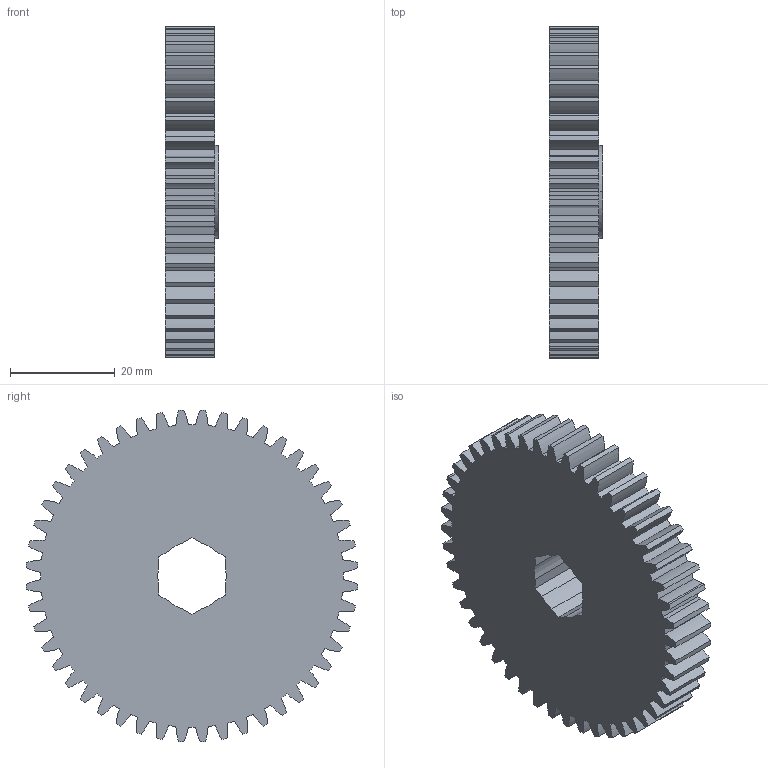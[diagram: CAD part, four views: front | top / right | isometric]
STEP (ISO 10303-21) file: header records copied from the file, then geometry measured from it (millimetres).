
FILE_DESCRIPTION (( 'STEP AP214' ), '1' );
FILE_NAME ('am-2036 48 Tooth Aluminum Gear with 500 Hex Bore.STEP', '2014-08-21T20:12:36', ( '' ), ( '' ), 'SwSTEP 2.0', 'SolidWorks 2014', '' );
FILE_SCHEMA (( 'AUTOMOTIVE_DESIGN' ));
Length unit declared in the file: inch
Products named in the file (1): am-2036 48 Tooth Aluminum Gear with 500 Hex Bore
Bounding box: 10.16 x 63.42 x 63.42 mm (x, y, z)
Volume: 25899.2 mm3; surface area: 9714.9 mm2
Topology: 1 solids, 1 shells, 220 faces, 651 edges, 434 vertices
Faces by surface type: cylinder 205, plane 15
Entity records: 7649 total; most frequent: DIRECTION 1503, CARTESIAN_POINT 1306, ORIENTED_EDGE 1302, EDGE_CURVE 651, AXIS2_PLACEMENT_3D 631, VERTEX_POINT 434, CIRCLE 410, VECTOR 241
